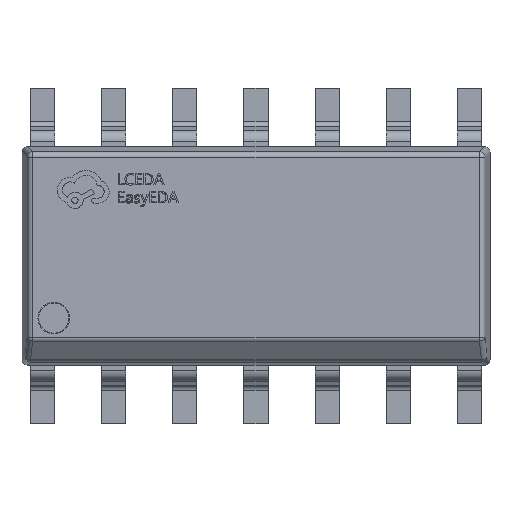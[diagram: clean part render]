
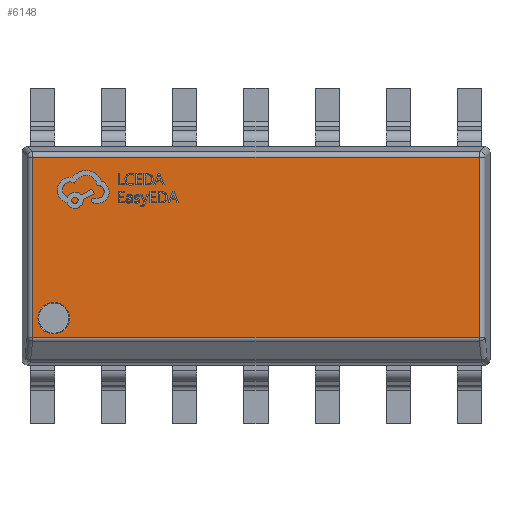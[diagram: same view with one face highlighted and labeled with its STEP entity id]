
A CAD part, top view. The second image highlights one B-rep face of the part: STEP entity #6148.
In plain terms, the highlighted planar face has unit normal (0, 0, 1).
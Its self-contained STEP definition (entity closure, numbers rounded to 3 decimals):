
#21 = CARTESIAN_POINT ( 'NONE',  ( -4.078, 1.761, 0.725 ) ) ;
#444 = FACE_OUTER_BOUND ( 'NONE', #19177, .T. ) ;
#1191 = EDGE_CURVE ( 'NONE', #14113, #4601, #18559, .T. ) ;
#1437 = VECTOR ( 'NONE', #24445, 1000. ) ;
#2533 = VERTEX_POINT ( 'NONE', #17676 ) ;
#3243 = CIRCLE ( 'NONE', #9978, 0.283 ) ;
#3889 = DIRECTION ( 'NONE',  ( 0., 0., -1. ) ) ;
#3890 = EDGE_CURVE ( 'NONE', #2533, #14113, #16953, .T. ) ;
#4124 = CARTESIAN_POINT ( 'NONE',  ( 3.991, -1.462, 0.725 ) ) ;
#4412 = EDGE_CURVE ( 'NONE', #10093, #2533, #18812, .T. ) ;
#4601 = VERTEX_POINT ( 'NONE', #23537 ) ;
#4793 = EDGE_CURVE ( 'NONE', #4601, #10093, #9371, .T. ) ;
#4947 = CARTESIAN_POINT ( 'NONE',  ( -3.612, -1.112, 0.725 ) ) ;
#5879 = EDGE_LOOP ( 'NONE', ( #7207, #10877 ) ) ;
#6148 = ADVANCED_FACE ( 'NONE', ( #444, #22354 ), #15666, .T. ) ;
#6617 = CIRCLE ( 'NONE', #9431, 0.283 ) ;
#7010 = DIRECTION ( 'NONE',  ( 0., 1., 0. ) ) ;
#7120 = CARTESIAN_POINT ( 'NONE',  ( -3.612, -1.112, 0.725 ) ) ;
#7207 = ORIENTED_EDGE ( 'NONE', *, *, #17231, .T. ) ;
#7432 = VECTOR ( 'NONE', #15402, 1000. ) ;
#9371 = LINE ( 'NONE', #21, #14691 ) ;
#9431 = AXIS2_PLACEMENT_3D ( 'NONE', #4947, #22344, #12476 ) ;
#9978 = AXIS2_PLACEMENT_3D ( 'NONE', #7120, #3889, #13269 ) ;
#10093 = VERTEX_POINT ( 'NONE', #19311 ) ;
#10308 = DIRECTION ( 'NONE',  ( 1., 0., 0. ) ) ;
#10314 = EDGE_CURVE ( 'NONE', #13972, #11633, #3243, .T. ) ;
#10877 = ORIENTED_EDGE ( 'NONE', *, *, #10314, .T. ) ;
#11633 = VERTEX_POINT ( 'NONE', #15321 ) ;
#12476 = DIRECTION ( 'NONE',  ( 1., 0., 0. ) ) ;
#13269 = DIRECTION ( 'NONE',  ( 1., 0., 0. ) ) ;
#13972 = VERTEX_POINT ( 'NONE', #20418 ) ;
#14113 = VERTEX_POINT ( 'NONE', #4124 ) ;
#14691 = VECTOR ( 'NONE', #18786, 1000. ) ;
#14967 = ORIENTED_EDGE ( 'NONE', *, *, #4412, .T. ) ;
#15318 = ORIENTED_EDGE ( 'NONE', *, *, #1191, .T. ) ;
#15321 = CARTESIAN_POINT ( 'NONE',  ( -3.329, -1.112, 0.725 ) ) ;
#15402 = DIRECTION ( 'NONE',  ( 0., -1., 0. ) ) ;
#15666 = PLANE ( 'NONE',  #20504 ) ;
#16590 = ORIENTED_EDGE ( 'NONE', *, *, #3890, .T. ) ;
#16953 = LINE ( 'NONE', #22587, #1437 ) ;
#17231 = EDGE_CURVE ( 'NONE', #11633, #13972, #6617, .T. ) ;
#17676 = CARTESIAN_POINT ( 'NONE',  ( -3.991, -1.462, 0.725 ) ) ;
#18162 = VECTOR ( 'NONE', #7010, 1000. ) ;
#18559 = LINE ( 'NONE', #24159, #18162 ) ;
#18786 = DIRECTION ( 'NONE',  ( -1., 0., 0. ) ) ;
#18812 = LINE ( 'NONE', #22793, #7432 ) ;
#19177 = EDGE_LOOP ( 'NONE', ( #15318, #21122, #14967, #16590 ) ) ;
#19311 = CARTESIAN_POINT ( 'NONE',  ( -3.991, 1.761, 0.725 ) ) ;
#19815 = CARTESIAN_POINT ( 'NONE',  ( 0., 0., 0.725 ) ) ;
#20418 = CARTESIAN_POINT ( 'NONE',  ( -3.895, -1.112, 0.725 ) ) ;
#20504 = AXIS2_PLACEMENT_3D ( 'NONE', #19815, #23664, #10308 ) ;
#21122 = ORIENTED_EDGE ( 'NONE', *, *, #4793, .T. ) ;
#22344 = DIRECTION ( 'NONE',  ( 0., 0., -1. ) ) ;
#22354 = FACE_BOUND ( 'NONE', #5879, .T. ) ;
#22587 = CARTESIAN_POINT ( 'NONE',  ( 0., -1.462, 0.725 ) ) ;
#22793 = CARTESIAN_POINT ( 'NONE',  ( -3.991, -1.496, 0.725 ) ) ;
#23537 = CARTESIAN_POINT ( 'NONE',  ( 3.991, 1.761, 0.725 ) ) ;
#23664 = DIRECTION ( 'NONE',  ( 0., 0., 1. ) ) ;
#24159 = CARTESIAN_POINT ( 'NONE',  ( 3.991, 1.848, 0.725 ) ) ;
#24445 = DIRECTION ( 'NONE',  ( 1., 0., 0. ) ) ;
